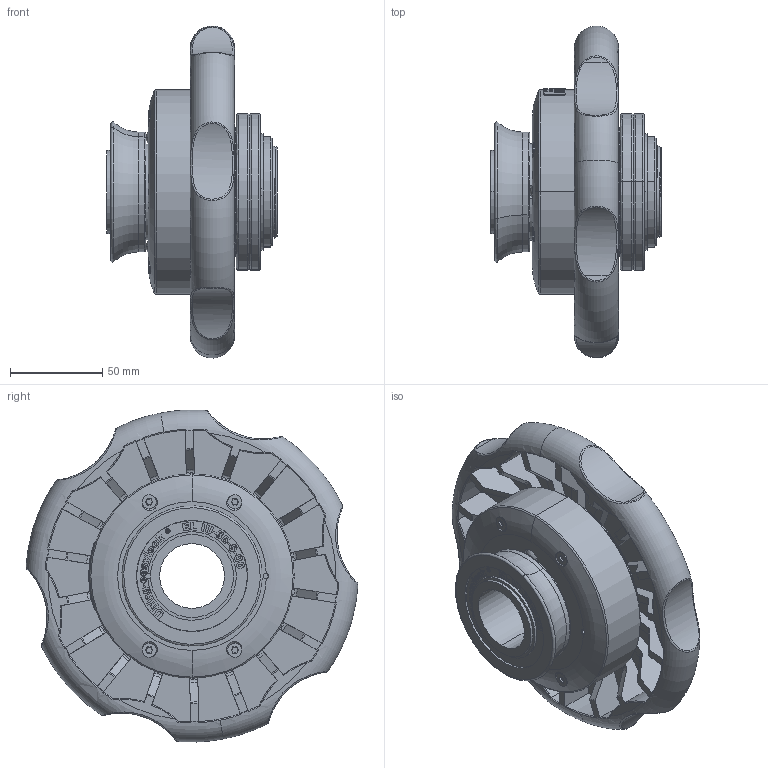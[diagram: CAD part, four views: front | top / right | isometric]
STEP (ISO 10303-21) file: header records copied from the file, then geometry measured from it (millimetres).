
FILE_DESCRIPTION (( 'STEP AP214' ), '1' );
FILE_NAME ('EL III-35-S-00.STEP', '2019-11-08T09:54:08', ( '' ), ( '' ), 'SwSTEP 2.0', 'SolidWorks 2019', '' );
FILE_SCHEMA (( 'AUTOMOTIVE_DESIGN' ));
Length unit declared in the file: millimetre
Products named in the file (1): EL III-35-S-00
Bounding box: 92.2 x 179.75 x 179.91 mm (x, y, z)
Volume: 521864 mm3; surface area: 219209.2 mm2
Topology: 37 solids, 37 shells, 2608 faces, 6882 edges, 4504 vertices
Faces by surface type: bspline 1038, plane 898, cylinder 480, torus 105, cone 83, sphere 4
Entity records: 187054 total; most frequent: CARTESIAN_POINT 101671, ORIENTED_EDGE 13600, DIRECTION 8283, EDGE_CURVE 6800, VERTEX_POINT 4498, B_SPLINE_CURVE_WITH_KNOTS 2920, AXIS2_PLACEMENT_3D 2906, EDGE_LOOP 2888
